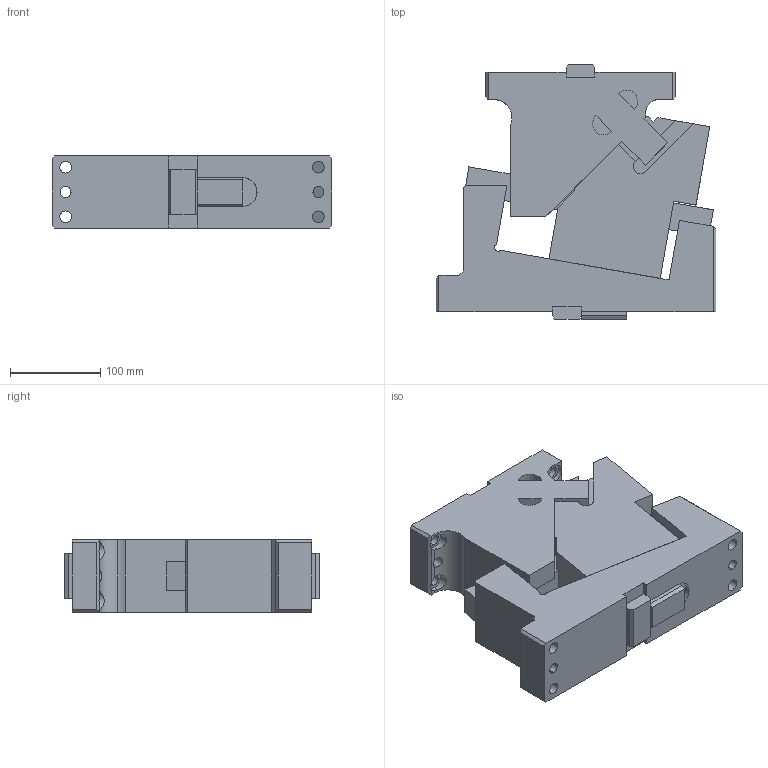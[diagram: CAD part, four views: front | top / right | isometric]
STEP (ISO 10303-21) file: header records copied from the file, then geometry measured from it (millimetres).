
FILE_DESCRIPTION(('CATIA V5 STEP Exchange'),'2;1');
FILE_NAME('CDCP_80_10_60.stp','2016-09-23T14:48:21+00:00',('none'),('none'),'CATIA Version 5 Release 20 GA (IN-10)','CATIA V5 STEP AP203','none');
FILE_SCHEMA(('CONFIG_CONTROL_DESIGN'));
Length unit declared in the file: millimetre
Products named in the file (1): CDCP-80-10-60
Bounding box: 310 x 282 x 80 mm (x, y, z)
Volume: 4774302.4 mm3; surface area: 381066.7 mm2
Topology: 3 solids, 3 shells, 193 faces, 540 edges, 354 vertices
Faces by surface type: plane 132, cylinder 61
Entity records: 6719 total; most frequent: CARTESIAN_POINT 1859, ORIENTED_EDGE 1080, DIRECTION 828, EDGE_CURVE 540, VECTOR 391, LINE 391, VERTEX_POINT 354, AXIS2_PLACEMENT_3D 268
